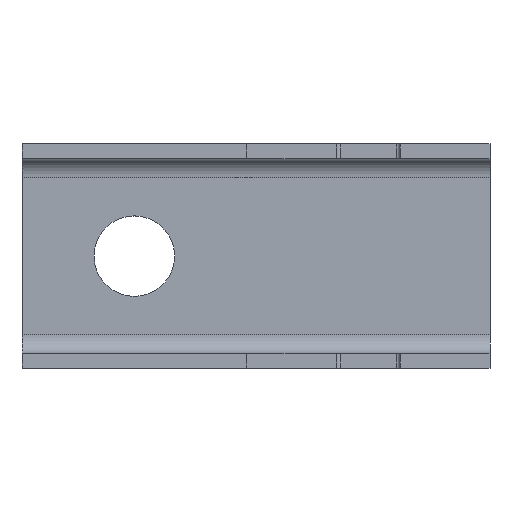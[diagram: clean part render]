
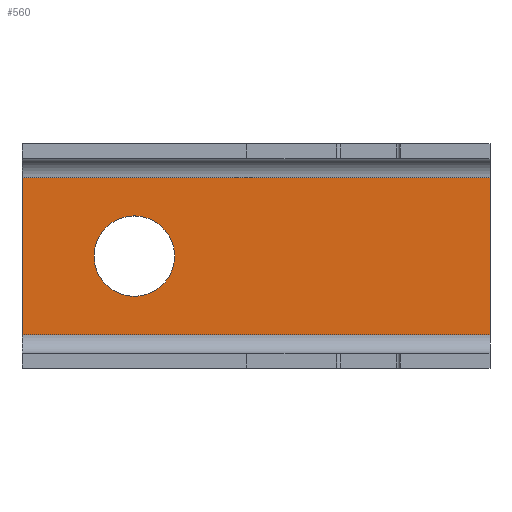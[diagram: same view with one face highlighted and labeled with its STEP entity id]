
A CAD part, top view. The second image highlights one B-rep face of the part: STEP entity #560.
In plain terms, the highlighted planar face has unit normal (0, 0, 1).
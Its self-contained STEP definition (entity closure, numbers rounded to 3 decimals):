
#82 = VERTEX_POINT('',#83);
#83 = CARTESIAN_POINT('',(0.,102.,8.));
#90 = EDGE_CURVE('',#91,#82,#93,.T.);
#91 = VERTEX_POINT('',#92);
#92 = CARTESIAN_POINT('',(0.,18.,8.));
#93 = LINE('',#94,#95);
#94 = CARTESIAN_POINT('',(0.,8.,8.));
#95 = VECTOR('',#96,1.);
#96 = DIRECTION('',(-0.,1.,0.));
#442 = EDGE_CURVE('',#91,#443,#445,.T.);
#443 = VERTEX_POINT('',#444);
#444 = CARTESIAN_POINT('',(250.,18.,8.));
#445 = LINE('',#446,#447);
#446 = CARTESIAN_POINT('',(0.,18.,8.));
#447 = VECTOR('',#448,1.);
#448 = DIRECTION('',(1.,0.,-0.));
#560 = ADVANCED_FACE('',(#561,#579),#590,.T.);
#561 = FACE_BOUND('',#562,.T.);
#562 = EDGE_LOOP('',(#563,#564,#565,#573));
#563 = ORIENTED_EDGE('',*,*,#90,.F.);
#564 = ORIENTED_EDGE('',*,*,#442,.T.);
#565 = ORIENTED_EDGE('',*,*,#566,.T.);
#566 = EDGE_CURVE('',#443,#567,#569,.T.);
#567 = VERTEX_POINT('',#568);
#568 = CARTESIAN_POINT('',(250.,102.,8.));
#569 = LINE('',#570,#571);
#570 = CARTESIAN_POINT('',(250.,8.,8.));
#571 = VECTOR('',#572,1.);
#572 = DIRECTION('',(-0.,1.,0.));
#573 = ORIENTED_EDGE('',*,*,#574,.F.);
#574 = EDGE_CURVE('',#82,#567,#575,.T.);
#575 = LINE('',#576,#577);
#576 = CARTESIAN_POINT('',(0.,102.,8.));
#577 = VECTOR('',#578,1.);
#578 = DIRECTION('',(1.,0.,-0.));
#579 = FACE_BOUND('',#580,.T.);
#580 = EDGE_LOOP('',(#581));
#581 = ORIENTED_EDGE('',*,*,#582,.T.);
#582 = EDGE_CURVE('',#583,#583,#585,.T.);
#583 = VERTEX_POINT('',#584);
#584 = CARTESIAN_POINT('',(38.5,60.,8.));
#585 = CIRCLE('',#586,21.5);
#586 = AXIS2_PLACEMENT_3D('',#587,#588,#589);
#587 = CARTESIAN_POINT('',(60.,60.,8.));
#588 = DIRECTION('',(0.,0.,-1.));
#589 = DIRECTION('',(-1.,0.,-0.));
#590 = PLANE('',#591);
#591 = AXIS2_PLACEMENT_3D('',#592,#593,#594);
#592 = CARTESIAN_POINT('',(0.,8.,8.));
#593 = DIRECTION('',(0.,0.,1.));
#594 = DIRECTION('',(1.,0.,-0.));
